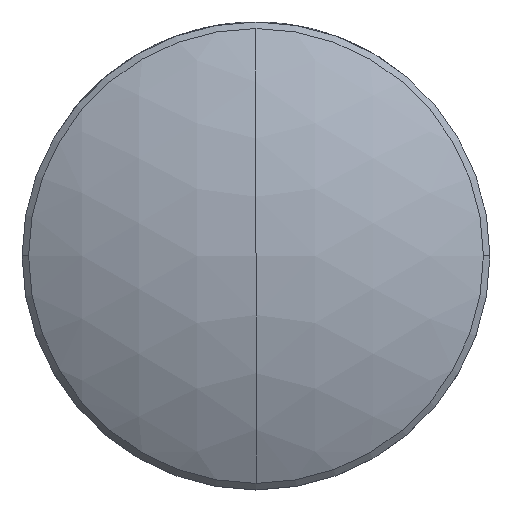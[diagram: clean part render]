
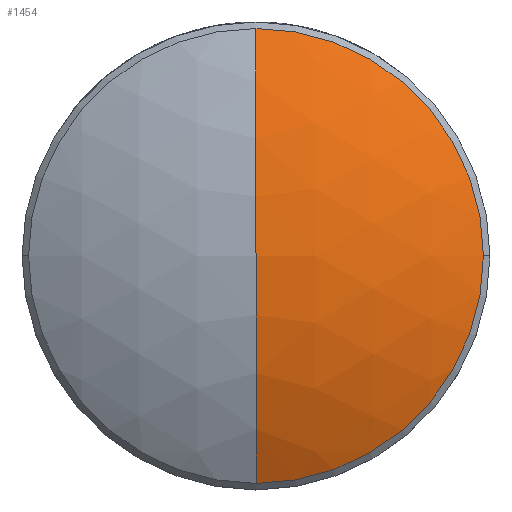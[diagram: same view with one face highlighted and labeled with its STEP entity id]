
A CAD part, top view. The second image highlights one B-rep face of the part: STEP entity #1454.
In plain terms, the highlighted spherical face has radius 12.87 mm.
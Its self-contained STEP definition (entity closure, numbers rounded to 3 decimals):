
#25 = AXIS2_PLACEMENT_3D ( 'NONE', #1177, #1631, #966 ) ;
#208 = ORIENTED_EDGE ( 'NONE', *, *, #778, .F. ) ;
#256 = CARTESIAN_POINT ( 'NONE',  ( 0., 0., 0.158 ) ) ;
#371 = DIRECTION ( 'NONE',  ( 1., 0., 0. ) ) ;
#560 = DIRECTION ( 'NONE',  ( 1., 0., 0. ) ) ;
#760 = CARTESIAN_POINT ( 'NONE',  ( 0., 6.173, 0.158 ) ) ;
#778 = EDGE_CURVE ( 'NONE', #1578, #2753, #2573, .T. ) ;
#785 = DIRECTION ( 'NONE',  ( 0., -1., 0. ) ) ;
#827 = VERTEX_POINT ( 'NONE', #760 ) ;
#834 = EDGE_CURVE ( 'NONE', #827, #2753, #2365, .T. ) ;
#846 = SPHERICAL_SURFACE ( 'NONE', #1209, 12.87 ) ;
#939 = DIRECTION ( 'NONE',  ( 0., -1., 0. ) ) ;
#966 = DIRECTION ( 'NONE',  ( 0., 1., 0. ) ) ;
#1020 = AXIS2_PLACEMENT_3D ( 'NONE', #2015, #2202, #939 ) ;
#1177 = CARTESIAN_POINT ( 'NONE',  ( 0., 0., -11.135 ) ) ;
#1178 = CIRCLE ( 'NONE', #1331, 6.173 ) ;
#1209 = AXIS2_PLACEMENT_3D ( 'NONE', #2076, #560, #785 ) ;
#1243 = AXIS2_PLACEMENT_3D ( 'NONE', #1245, #2504, #371 ) ;
#1245 = CARTESIAN_POINT ( 'NONE',  ( 0., 0., 0.158 ) ) ;
#1246 = CARTESIAN_POINT ( 'NONE',  ( 0., -6.173, 0.158 ) ) ;
#1330 = VERTEX_POINT ( 'NONE', #1360 ) ;
#1331 = AXIS2_PLACEMENT_3D ( 'NONE', #256, #2395, #2426 ) ;
#1360 = CARTESIAN_POINT ( 'NONE',  ( 6.173, 0., 0.158 ) ) ;
#1396 = ORIENTED_EDGE ( 'NONE', *, *, #2388, .T. ) ;
#1454 = ADVANCED_FACE ( 'NONE', ( #2462 ), #846, .T. ) ;
#1578 = VERTEX_POINT ( 'NONE', #1246 ) ;
#1631 = DIRECTION ( 'NONE',  ( 1., 0., 0. ) ) ;
#1718 = CIRCLE ( 'NONE', #1243, 6.173 ) ;
#2015 = CARTESIAN_POINT ( 'NONE',  ( 0., 0., -11.135 ) ) ;
#2076 = CARTESIAN_POINT ( 'NONE',  ( 0., 0., -11.135 ) ) ;
#2123 = ORIENTED_EDGE ( 'NONE', *, *, #2688, .T. ) ;
#2202 = DIRECTION ( 'NONE',  ( -1., 0., 0. ) ) ;
#2365 = CIRCLE ( 'NONE', #25, 12.87 ) ;
#2388 = EDGE_CURVE ( 'NONE', #1330, #827, #1718, .T. ) ;
#2395 = DIRECTION ( 'NONE',  ( 0., 0., 1. ) ) ;
#2426 = DIRECTION ( 'NONE',  ( 1., 0., 0. ) ) ;
#2462 = FACE_OUTER_BOUND ( 'NONE', #2578, .T. ) ;
#2478 = CARTESIAN_POINT ( 'NONE',  ( 0., 0., 1.735 ) ) ;
#2504 = DIRECTION ( 'NONE',  ( 0., 0., 1. ) ) ;
#2573 = CIRCLE ( 'NONE', #1020, 12.87 ) ;
#2578 = EDGE_LOOP ( 'NONE', ( #2123, #1396, #2677, #208 ) ) ;
#2677 = ORIENTED_EDGE ( 'NONE', *, *, #834, .T. ) ;
#2688 = EDGE_CURVE ( 'NONE', #1578, #1330, #1178, .T. ) ;
#2753 = VERTEX_POINT ( 'NONE', #2478 ) ;
